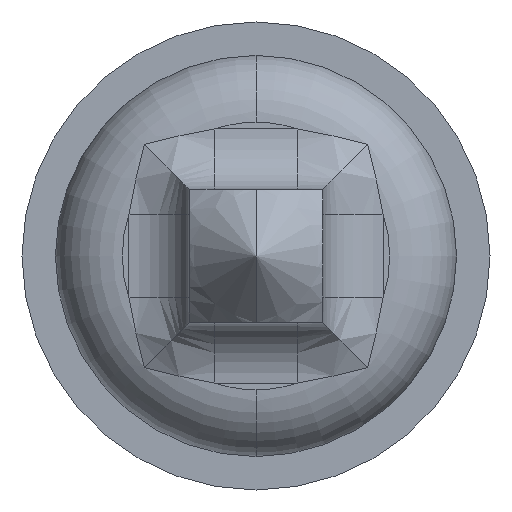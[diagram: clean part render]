
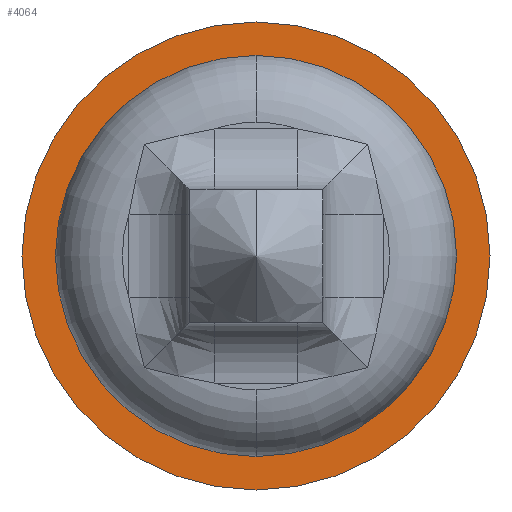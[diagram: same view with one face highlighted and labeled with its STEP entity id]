
A CAD part, front view. The second image highlights one B-rep face of the part: STEP entity #4064.
In plain terms, the highlighted planar face has unit normal (0, -1, 0).
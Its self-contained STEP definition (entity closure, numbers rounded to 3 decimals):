
#141 = CIRCLE ( 'NONE', #2107, 1.75 ) ;
#175 = CARTESIAN_POINT ( 'NONE',  ( 0., -2., 1.5 ) ) ;
#535 = FACE_OUTER_BOUND ( 'NONE', #1276, .T. ) ;
#627 = VERTEX_POINT ( 'NONE', #4942 ) ;
#683 = EDGE_CURVE ( 'Defeature ausgef�hrt1_10+Defeature ausgef�hrt1_9+Defeature ausgef�hrt1_9+Defeature ausgef�hrt1_9', #3695, #4372, #3061, .T. ) ;
#911 = ORIENTED_EDGE ( 'NONE', *, *, #683, .T. ) ;
#959 = CARTESIAN_POINT ( 'NONE',  ( 0., -2., 1.75 ) ) ;
#1164 = CARTESIAN_POINT ( 'NONE',  ( 0., -2., 0. ) ) ;
#1166 = CIRCLE ( 'NONE', #2860, 1.75 ) ;
#1251 = FACE_BOUND ( 'NONE', #3520, .T. ) ;
#1276 = EDGE_LOOP ( 'NONE', ( #2814, #3536 ) ) ;
#1754 = AXIS2_PLACEMENT_3D ( 'NONE', #1164, #1976, #3997 ) ;
#1953 = EDGE_CURVE ( 'Defeature ausgef�hrt1_10+Defeature ausgef�hrt1_9+Defeature ausgef�hrt1_9+Defeature ausgef�hrt1_9', #4372, #3695, #2159, .T. ) ;
#1976 = DIRECTION ( 'NONE',  ( 0., 1., 0. ) ) ;
#2107 = AXIS2_PLACEMENT_3D ( 'NONE', #2132, #3726, #4191 ) ;
#2132 = CARTESIAN_POINT ( 'NONE',  ( 0., -2., 0. ) ) ;
#2159 = CIRCLE ( 'NONE', #1754, 1.5 ) ;
#2250 = DIRECTION ( 'NONE',  ( 0., 0., 1. ) ) ;
#2454 = PLANE ( 'NONE',  #4823 ) ;
#2469 = DIRECTION ( 'NONE',  ( 0., 1., 0. ) ) ;
#2484 = DIRECTION ( 'NONE',  ( 0., 0., 1. ) ) ;
#2587 = DIRECTION ( 'NONE',  ( 0., 0., 1. ) ) ;
#2814 = ORIENTED_EDGE ( 'NONE', *, *, #4926, .F. ) ;
#2860 = AXIS2_PLACEMENT_3D ( 'NONE', #4999, #4586, #2587 ) ;
#3061 = CIRCLE ( 'NONE', #3847, 1.5 ) ;
#3086 = DIRECTION ( 'NONE',  ( 0., 1., 0. ) ) ;
#3520 = EDGE_LOOP ( 'NONE', ( #911, #3851 ) ) ;
#3536 = ORIENTED_EDGE ( 'NONE', *, *, #4128, .F. ) ;
#3695 = VERTEX_POINT ( 'NONE', #175 ) ;
#3726 = DIRECTION ( 'NONE',  ( 0., 1., 0. ) ) ;
#3847 = AXIS2_PLACEMENT_3D ( 'NONE', #4223, #3086, #2250 ) ;
#3851 = ORIENTED_EDGE ( 'NONE', *, *, #1953, .T. ) ;
#3997 = DIRECTION ( 'NONE',  ( 0., 0., 1. ) ) ;
#4064 = ADVANCED_FACE ( 'Defeature ausgef�hrt1_10', ( #535, #1251 ), #2454, .F. ) ;
#4128 = EDGE_CURVE ( 'Defeature ausgef�hrt1_11+Defeature ausgef�hrt1_10+Defeature ausgef�hrt1_10+Defeature ausgef�hrt1_10', #627, #5020, #141, .T. ) ;
#4191 = DIRECTION ( 'NONE',  ( 0., 0., 1. ) ) ;
#4223 = CARTESIAN_POINT ( 'NONE',  ( 0., -2., 0. ) ) ;
#4372 = VERTEX_POINT ( 'NONE', #5009 ) ;
#4586 = DIRECTION ( 'NONE',  ( 0., 1., 0. ) ) ;
#4823 = AXIS2_PLACEMENT_3D ( 'NONE', #4871, #2469, #2484 ) ;
#4871 = CARTESIAN_POINT ( 'NONE',  ( 1.75, -2., 0. ) ) ;
#4926 = EDGE_CURVE ( 'Defeature ausgef�hrt1_11+Defeature ausgef�hrt1_10+Defeature ausgef�hrt1_10+Defeature ausgef�hrt1_10', #5020, #627, #1166, .T. ) ;
#4942 = CARTESIAN_POINT ( 'NONE',  ( 0., -2., -1.75 ) ) ;
#4999 = CARTESIAN_POINT ( 'NONE',  ( 0., -2., 0. ) ) ;
#5009 = CARTESIAN_POINT ( 'NONE',  ( 0., -2., -1.5 ) ) ;
#5020 = VERTEX_POINT ( 'NONE', #959 ) ;
